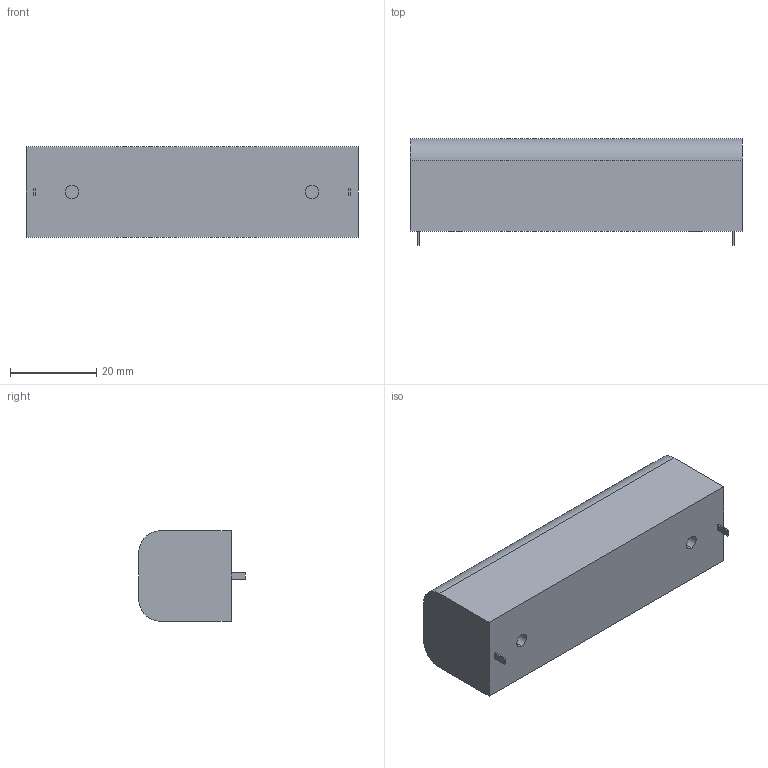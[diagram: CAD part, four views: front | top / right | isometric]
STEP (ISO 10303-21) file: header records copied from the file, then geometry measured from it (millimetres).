
FILE_DESCRIPTION (( 'STEP AP203' ), '1' );
FILE_NAME ('BK-18650-PC2.STEP', '2014-08-22T18:28:33', ( 'Intern' ), ( '' ), 'SwSTEP 2.0', 'SolidWorks 2012', '' );
FILE_SCHEMA (( 'CONFIG_CONTROL_DESIGN' ));
Length unit declared in the file: inch
Products named in the file (1): BK-18650-PC2
Bounding box: 76.96 x 24.71 x 20.98 mm (x, y, z)
Volume: 33643.8 mm3; surface area: 7193.3 mm2
Topology: 1 solids, 1 shells, 24 faces, 54 edges, 36 vertices
Faces by surface type: plane 18, cylinder 6
Entity records: 749 total; most frequent: DIRECTION 116, CARTESIAN_POINT 115, ORIENTED_EDGE 108, EDGE_CURVE 54, LINE 42, VECTOR 42, AXIS2_PLACEMENT_3D 37, VERTEX_POINT 36
